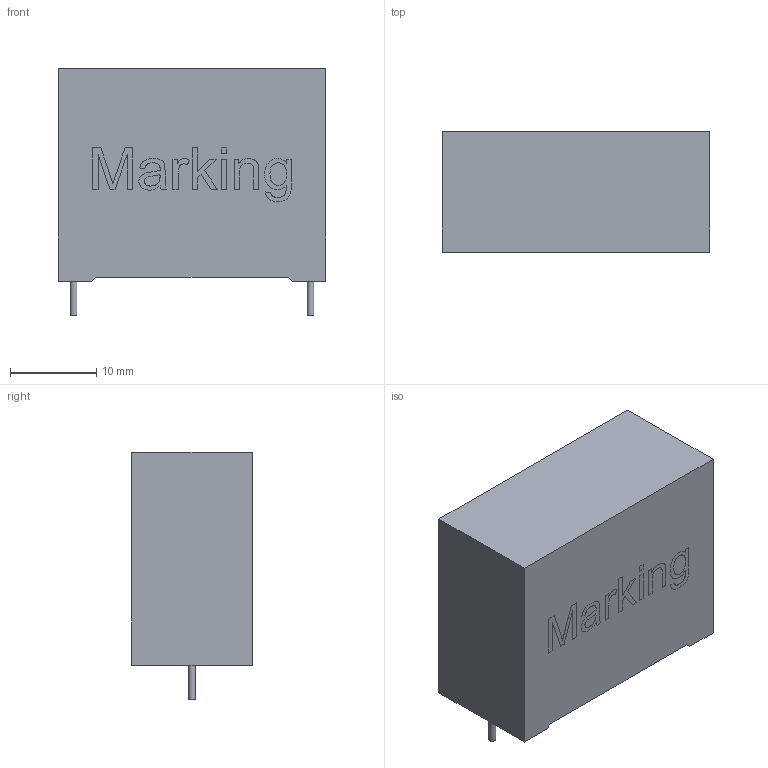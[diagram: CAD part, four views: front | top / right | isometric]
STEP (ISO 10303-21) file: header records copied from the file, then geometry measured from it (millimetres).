
FILE_DESCRIPTION(/* description */ ('Unknown'),/* implementation_level */ '2;1');
FILE_NAME(/* name */ 'C_Wurth_WCAP-FTXH-P27.5L31W14H25',/* time_stamp */ '2025-05-09T17:24:13+08:00',/* author */ ('Unknown'),/* organization */ ('Unknown'),/* preprocessor_version */ 'ST-DEVELOPER v19.4',/* originating_system */ 'Solid Edge',/* authorisation */ 'Unknown');
FILE_SCHEMA (('AUTOMOTIVE_DESIGN {1 0 10303 214 3 1 1}'));
Length unit declared in the file: millimetre
Products named in the file (2): C_Wurth_WCAP-FTXH-P27.5L31W14H25
Assembly tree (1 placements, depth 2):
  C_Wurth_WCAP-FTXH-P27.5L31W14H25
    C_Wurth_WCAP-FTXH-P27.5L31W14H25
Bounding box: 31 x 14 x 28.7 mm (x, y, z)
Volume: 10449.2 mm3; surface area: 3132.6 mm2
Topology: 1 solids, 1 shells, 88 faces, 227 edges, 153 vertices
Faces by surface type: plane 76, bspline 7, cylinder 3, torus 2
Full cylindrical faces by diameter (mm): 0.8 x2
Entity records: 3758 total; most frequent: CARTESIAN_POINT 1128, ORIENTED_EDGE 444, DIRECTION 315, EDGE_CURVE 222, VERTEX_POINT 153, LINE 137, VECTOR 137, EDGE_LOOP 105
